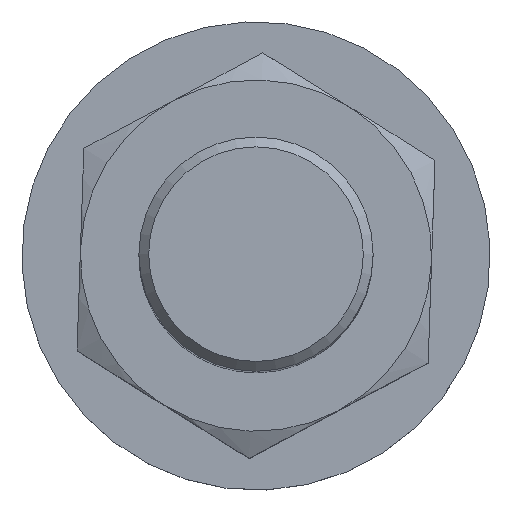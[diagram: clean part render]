
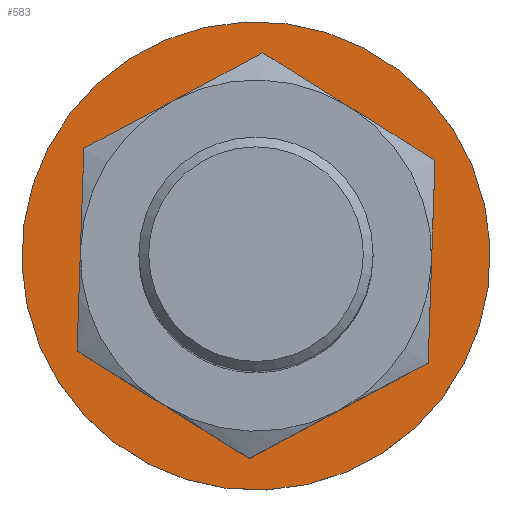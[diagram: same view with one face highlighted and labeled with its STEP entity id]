
A CAD part, top view. The second image highlights one B-rep face of the part: STEP entity #583.
In plain terms, the highlighted planar face has unit normal (0, 0, 1).
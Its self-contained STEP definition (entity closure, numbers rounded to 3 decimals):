
#78=PLANE($,#648);
#96=FACE_BOUND($,#179,.T.);
#97=FACE_BOUND($,#180,.T.);
#179=EDGE_LOOP($,(#448,#449,#450,#451,#452,#453));
#180=EDGE_LOOP($,(#454));
#220=CIRCLE($,#626,9.);
#221=CIRCLE($,#628,9.);
#222=CIRCLE($,#630,9.);
#223=CIRCLE($,#632,9.);
#224=CIRCLE($,#634,9.);
#225=CIRCLE($,#636,9.);
#227=CIRCLE($,#646,12.);
#259=VERTEX_POINT($,#919);
#260=VERTEX_POINT($,#923);
#261=VERTEX_POINT($,#929);
#264=VERTEX_POINT($,#940);
#266=VERTEX_POINT($,#950);
#267=VERTEX_POINT($,#959);
#271=VERTEX_POINT($,#993);
#314=EDGE_CURVE($,#259,#260,#220,.T.);
#316=EDGE_CURVE($,#260,#261,#221,.T.);
#320=EDGE_CURVE($,#264,#259,#222,.T.);
#323=EDGE_CURVE($,#266,#264,#223,.T.);
#325=EDGE_CURVE($,#261,#267,#224,.T.);
#328=EDGE_CURVE($,#267,#266,#225,.T.);
#337=EDGE_CURVE($,#271,#271,#227,.T.);
#448=ORIENTED_EDGE($,*,*,#314,.T.);
#449=ORIENTED_EDGE($,*,*,#316,.T.);
#450=ORIENTED_EDGE($,*,*,#325,.T.);
#451=ORIENTED_EDGE($,*,*,#328,.T.);
#452=ORIENTED_EDGE($,*,*,#323,.T.);
#453=ORIENTED_EDGE($,*,*,#320,.T.);
#454=ORIENTED_EDGE($,*,*,#337,.F.);
#583=ADVANCED_FACE($,(#96,#97),#78,.F.);
#626=AXIS2_PLACEMENT_3D($,#927,#724,#725);
#628=AXIS2_PLACEMENT_3D($,#934,#728,#729);
#630=AXIS2_PLACEMENT_3D($,#947,#732,#733);
#632=AXIS2_PLACEMENT_3D($,#957,#736,#737);
#634=AXIS2_PLACEMENT_3D($,#964,#740,#741);
#636=AXIS2_PLACEMENT_3D($,#973,#744,#745);
#646=AXIS2_PLACEMENT_3D($,#994,#770,#771);
#648=AXIS2_PLACEMENT_3D($,#997,#774,#775);
#724=DIRECTION('center_axis',(0.,0.,-1.));
#725=DIRECTION('ref_axis',(-0.882,-0.47,0.));
#728=DIRECTION('center_axis',(0.,0.,-1.));
#729=DIRECTION('ref_axis',(-0.882,-0.47,0.));
#732=DIRECTION('center_axis',(0.,0.,-1.));
#733=DIRECTION('ref_axis',(-0.882,-0.47,0.));
#736=DIRECTION('center_axis',(0.,0.,-1.));
#737=DIRECTION('ref_axis',(-0.882,-0.47,0.));
#740=DIRECTION('center_axis',(0.,0.,-1.));
#741=DIRECTION('ref_axis',(-0.882,-0.47,0.));
#744=DIRECTION('center_axis',(0.,0.,-1.));
#745=DIRECTION('ref_axis',(-0.882,-0.47,0.));
#770=DIRECTION('center_axis',(0.,0.,-1.));
#771=DIRECTION('ref_axis',(-0.385,0.923,0.));
#774=DIRECTION('center_axis',(0.,0.,-1.));
#775=DIRECTION('ref_axis',(0.923,0.385,0.));
#919=CARTESIAN_POINT('',(4.761,7.638,110.5));
#923=CARTESIAN_POINT('',(8.995,-0.304,110.5));
#927=CARTESIAN_POINT('Origin',(0.,0.,
110.5));
#929=CARTESIAN_POINT('',(4.234,-7.942,110.5));
#934=CARTESIAN_POINT('Origin',(0.,0.,
110.5));
#940=CARTESIAN_POINT('',(-4.234,7.942,110.5));
#947=CARTESIAN_POINT('Origin',(0.,0.,
110.5));
#950=CARTESIAN_POINT('',(-8.995,0.304,110.5));
#957=CARTESIAN_POINT('Origin',(0.,0.,
110.5));
#959=CARTESIAN_POINT('',(-4.761,-7.638,110.5));
#964=CARTESIAN_POINT('Origin',(0.,0.,
110.5));
#973=CARTESIAN_POINT('Origin',(0.,0.,
110.5));
#993=CARTESIAN_POINT('',(4.619,-11.075,110.5));
#994=CARTESIAN_POINT('Origin',(0.,0.,110.5));
#997=CARTESIAN_POINT('Origin',(0.,0.,110.5));
